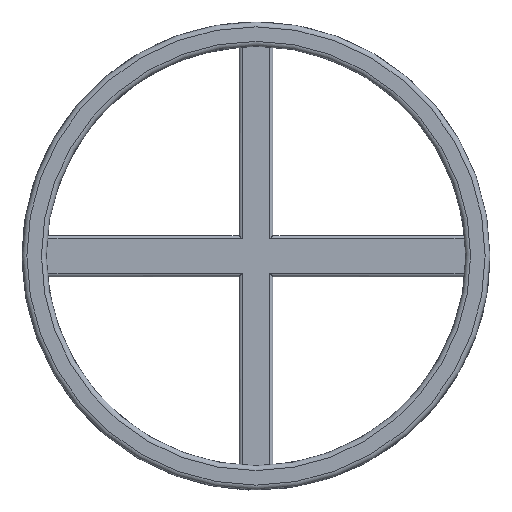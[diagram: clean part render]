
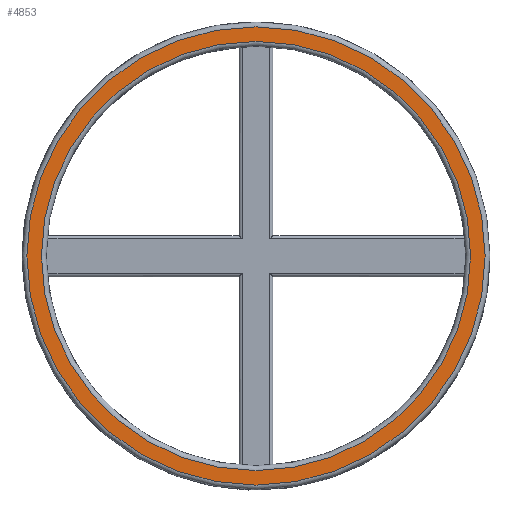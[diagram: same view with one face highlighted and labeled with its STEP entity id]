
A CAD part, top view. The second image highlights one B-rep face of the part: STEP entity #4853.
In plain terms, the highlighted planar face has unit normal (0, 0, 1).
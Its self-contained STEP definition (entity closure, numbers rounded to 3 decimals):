
#3474 = TOROIDAL_SURFACE('',#3475,47.25,1.);
#3475 = AXIS2_PLACEMENT_3D('',#3476,#3477,#3478);
#3476 = CARTESIAN_POINT('',(0.,0.,21.));
#3477 = DIRECTION('',(0.,0.,1.));
#3478 = DIRECTION('',(1.,0.,-0.));
#3874 = TOROIDAL_SURFACE('',#3875,44.25,1.);
#3875 = AXIS2_PLACEMENT_3D('',#3876,#3877,#3878);
#3876 = CARTESIAN_POINT('',(0.,0.,21.));
#3877 = DIRECTION('',(0.,0.,1.));
#3878 = DIRECTION('',(1.,0.,-0.));
#4739 = VERTEX_POINT('',#4740);
#4740 = CARTESIAN_POINT('',(47.25,0.,22.));
#4762 = EDGE_CURVE('',#4739,#4739,#4763,.T.);
#4763 = SURFACE_CURVE('',#4764,(#4769,#4776),.PCURVE_S1.);
#4764 = CIRCLE('',#4765,47.25);
#4765 = AXIS2_PLACEMENT_3D('',#4766,#4767,#4768);
#4766 = CARTESIAN_POINT('',(0.,0.,22.));
#4767 = DIRECTION('',(0.,0.,1.));
#4768 = DIRECTION('',(1.,0.,-0.));
#4769 = PCURVE('',#3474,#4770);
#4770 = DEFINITIONAL_REPRESENTATION('',(#4771),#4775);
#4771 = LINE('',#4772,#4773);
#4772 = CARTESIAN_POINT('',(0.,1.571));
#4773 = VECTOR('',#4774,1.);
#4774 = DIRECTION('',(1.,0.));
#4775 = ( GEOMETRIC_REPRESENTATION_CONTEXT(2) 
PARAMETRIC_REPRESENTATION_CONTEXT() REPRESENTATION_CONTEXT('2D SPACE',''
  ) );
#4776 = PCURVE('',#4777,#4782);
#4777 = PLANE('',#4778);
#4778 = AXIS2_PLACEMENT_3D('',#4779,#4780,#4781);
#4779 = CARTESIAN_POINT('',(0.,0.,22.)
  );
#4780 = DIRECTION('',(0.,0.,1.));
#4781 = DIRECTION('',(1.,0.,-0.));
#4782 = DEFINITIONAL_REPRESENTATION('',(#4783),#4787);
#4783 = CIRCLE('',#4784,47.25);
#4784 = AXIS2_PLACEMENT_2D('',#4785,#4786);
#4785 = CARTESIAN_POINT('',(0.,0.));
#4786 = DIRECTION('',(1.,0.));
#4787 = ( GEOMETRIC_REPRESENTATION_CONTEXT(2) 
PARAMETRIC_REPRESENTATION_CONTEXT() REPRESENTATION_CONTEXT('2D SPACE',''
  ) );
#4809 = VERTEX_POINT('',#4810);
#4810 = CARTESIAN_POINT('',(44.25,0.,22.));
#4830 = EDGE_CURVE('',#4809,#4809,#4831,.T.);
#4831 = SURFACE_CURVE('',#4832,(#4837,#4844),.PCURVE_S1.);
#4832 = CIRCLE('',#4833,44.25);
#4833 = AXIS2_PLACEMENT_3D('',#4834,#4835,#4836);
#4834 = CARTESIAN_POINT('',(0.,0.,22.));
#4835 = DIRECTION('',(0.,0.,1.));
#4836 = DIRECTION('',(1.,0.,-0.));
#4837 = PCURVE('',#3874,#4838);
#4838 = DEFINITIONAL_REPRESENTATION('',(#4839),#4843);
#4839 = LINE('',#4840,#4841);
#4840 = CARTESIAN_POINT('',(0.,1.571));
#4841 = VECTOR('',#4842,1.);
#4842 = DIRECTION('',(1.,0.));
#4843 = ( GEOMETRIC_REPRESENTATION_CONTEXT(2) 
PARAMETRIC_REPRESENTATION_CONTEXT() REPRESENTATION_CONTEXT('2D SPACE',''
  ) );
#4844 = PCURVE('',#4777,#4845);
#4845 = DEFINITIONAL_REPRESENTATION('',(#4846),#4850);
#4846 = CIRCLE('',#4847,44.25);
#4847 = AXIS2_PLACEMENT_2D('',#4848,#4849);
#4848 = CARTESIAN_POINT('',(0.,0.));
#4849 = DIRECTION('',(1.,0.));
#4850 = ( GEOMETRIC_REPRESENTATION_CONTEXT(2) 
PARAMETRIC_REPRESENTATION_CONTEXT() REPRESENTATION_CONTEXT('2D SPACE',''
  ) );
#4853 = ADVANCED_FACE('',(#4854,#4857),#4777,.T.);
#4854 = FACE_BOUND('',#4855,.T.);
#4855 = EDGE_LOOP('',(#4856));
#4856 = ORIENTED_EDGE('',*,*,#4762,.T.);
#4857 = FACE_BOUND('',#4858,.T.);
#4858 = EDGE_LOOP('',(#4859));
#4859 = ORIENTED_EDGE('',*,*,#4830,.F.);
